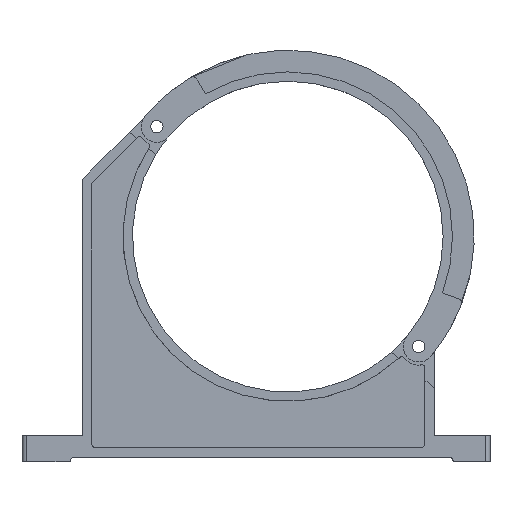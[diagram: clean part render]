
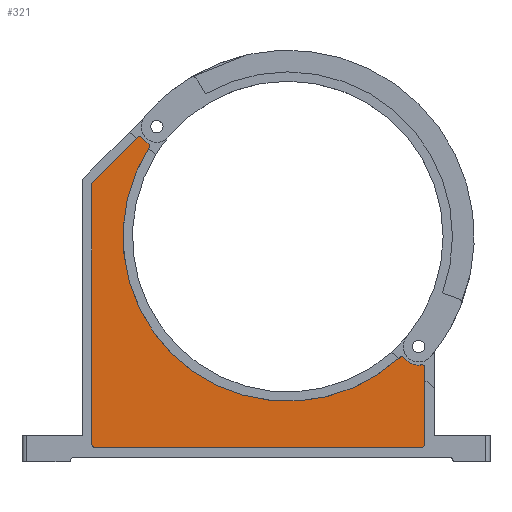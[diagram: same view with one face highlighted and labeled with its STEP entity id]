
A CAD part, top view. The second image highlights one B-rep face of the part: STEP entity #321.
In plain terms, the highlighted planar face has unit normal (0, 0, 1).
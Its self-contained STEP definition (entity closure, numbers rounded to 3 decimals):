
#321 = ADVANCED_FACE( '', ( #656 ), #657, .T. );
#656 = FACE_OUTER_BOUND( '', #990, .T. );
#657 = PLANE( '', #991 );
#990 = EDGE_LOOP( '', ( #1941, #1942, #1943, #1944, #1945, #1946, #1947, #1948, #1949, #1950, #1951, #1952, #1953, #1954 ) );
#991 = AXIS2_PLACEMENT_3D( '', #1955, #1956, #1957 );
#1941 = ORIENTED_EDGE( '', *, *, #2310, .T. );
#1942 = ORIENTED_EDGE( '', *, *, #2275, .T. );
#1943 = ORIENTED_EDGE( '', *, *, #2407, .T. );
#1944 = ORIENTED_EDGE( '', *, *, #2137, .T. );
#1945 = ORIENTED_EDGE( '', *, *, #2389, .T. );
#1946 = ORIENTED_EDGE( '', *, *, #2279, .T. );
#1947 = ORIENTED_EDGE( '', *, *, #2241, .T. );
#1948 = ORIENTED_EDGE( '', *, *, #2313, .F. );
#1949 = ORIENTED_EDGE( '', *, *, #2413, .T. );
#1950 = ORIENTED_EDGE( '', *, *, #2253, .F. );
#1951 = ORIENTED_EDGE( '', *, *, #2034, .T. );
#1952 = ORIENTED_EDGE( '', *, *, #2331, .F. );
#1953 = ORIENTED_EDGE( '', *, *, #2403, .T. );
#1954 = ORIENTED_EDGE( '', *, *, #2170, .T. );
#1955 = CARTESIAN_POINT( '', ( -218.95, 59.094, 5. ) );
#1956 = DIRECTION( '', ( 0., 0., 1. ) );
#1957 = DIRECTION( '', ( 1., 0., 0. ) );
#2034 = EDGE_CURVE( '', #2440, #2438, #2441, .T. );
#2137 = EDGE_CURVE( '', #2620, #2618, #2621, .T. );
#2170 = EDGE_CURVE( '', #2671, #2669, #2672, .T. );
#2241 = EDGE_CURVE( '', #2788, #2786, #2789, .T. );
#2253 = EDGE_CURVE( '', #2440, #2808, #2809, .T. );
#2275 = EDGE_CURVE( '', #2837, #2835, #2838, .T. );
#2279 = EDGE_CURVE( '', #2842, #2788, #2843, .T. );
#2310 = EDGE_CURVE( '', #2669, #2837, #2882, .T. );
#2313 = EDGE_CURVE( '', #2884, #2786, #2886, .T. );
#2331 = EDGE_CURVE( '', #2907, #2438, #2909, .T. );
#2389 = EDGE_CURVE( '', #2618, #2842, #2981, .T. );
#2403 = EDGE_CURVE( '', #2907, #2671, #2997, .T. );
#2407 = EDGE_CURVE( '', #2835, #2620, #3001, .T. );
#2413 = EDGE_CURVE( '', #2884, #2808, #3007, .T. );
#2438 = VERTEX_POINT( '', #3034 );
#2440 = VERTEX_POINT( '', #3037 );
#2441 = CIRCLE( '', #3038, 3.333 );
#2618 = VERTEX_POINT( '', #3270 );
#2620 = VERTEX_POINT( '', #3273 );
#2621 = LINE( '', #3274, #3275 );
#2669 = VERTEX_POINT( '', #3339 );
#2671 = VERTEX_POINT( '', #3342 );
#2672 = LINE( '', #3343, #3344 );
#2786 = VERTEX_POINT( '', #3491 );
#2788 = VERTEX_POINT( '', #3494 );
#2789 = CIRCLE( '', #3495, 3.333 );
#2808 = VERTEX_POINT( '', #3520 );
#2809 = CIRCLE( '', #3521, 188.15 );
#2835 = VERTEX_POINT( '', #3553 );
#2837 = VERTEX_POINT( '', #3556 );
#2838 = LINE( '', #3557, #3558 );
#2842 = VERTEX_POINT( '', #3564 );
#2843 = LINE( '', #3565, #3566 );
#2882 = CIRCLE( '', #3614, 5. );
#2884 = VERTEX_POINT( '', #3616 );
#2886 = CIRCLE( '', #3619, 21.3 );
#2907 = VERTEX_POINT( '', #3646 );
#2909 = CIRCLE( '', #3649, 21.3 );
#2981 = CIRCLE( '', #3741, 5. );
#2997 = CIRCLE( '', #3762, 3.333 );
#3001 = CIRCLE( '', #3766, 5. );
#3007 = CIRCLE( '', #3773, 3.333 );
#3034 = CARTESIAN_POINT( '', ( -159.443, 106.63, 5. ) );
#3037 = CARTESIAN_POINT( '', ( -158.185, 101.872, 5. ) );
#3038 = AXIS2_PLACEMENT_3D( '', #3797, #3798, #3799 );
#3270 = CARTESIAN_POINT( '', ( 151.67, -241.35, 5. ) );
#3273 = CARTESIAN_POINT( '', ( -218.95, -241.35, 5. ) );
#3274 = CARTESIAN_POINT( '', ( -218.95, -241.35, 5. ) );
#3275 = VECTOR( '', #3943, 1000. );
#3339 = CARTESIAN_POINT( '', ( -222.486, 62.63, 5. ) );
#3342 = CARTESIAN_POINT( '', ( -171.804, 113.311, 5. ) );
#3343 = CARTESIAN_POINT( '', ( -171.804, 113.311, 5. ) );
#3344 = VECTOR( '', #3988, 1000. );
#3491 = CARTESIAN_POINT( '', ( 152.827, -146.554, 5. ) );
#3494 = CARTESIAN_POINT( '', ( 156.67, -149.848, 5. ) );
#3495 = AXIS2_PLACEMENT_3D( '', #4098, #4099, #4100 );
#3520 = CARTESIAN_POINT( '', ( 127.793, -138.092, 5. ) );
#3521 = AXIS2_PLACEMENT_3D( '', #4116, #4117, #4118 );
#3553 = CARTESIAN_POINT( '', ( -223.95, -236.35, 5. ) );
#3556 = CARTESIAN_POINT( '', ( -223.95, 59.094, 5. ) );
#3557 = CARTESIAN_POINT( '', ( -223.95, 59.094, 5. ) );
#3558 = VECTOR( '', #4150, 1000. );
#3564 = CARTESIAN_POINT( '', ( 156.67, -236.35, 5. ) );
#3565 = CARTESIAN_POINT( '', ( 156.67, -236.35, 5. ) );
#3566 = VECTOR( '', #4153, 1000. );
#3614 = AXIS2_PLACEMENT_3D( '', #4202, #4203, #4204 );
#3616 = CARTESIAN_POINT( '', ( 132.697, -138.504, 5. ) );
#3619 = AXIS2_PLACEMENT_3D( '', #4206, #4207, #4208 );
#3646 = CARTESIAN_POINT( '', ( -166.757, 112.923, 5. ) );
#3649 = AXIS2_PLACEMENT_3D( '', #4225, #4226, #4227 );
#3741 = AXIS2_PLACEMENT_3D( '', #4296, #4297, #4298 );
#3762 = AXIS2_PLACEMENT_3D( '', #4310, #4311, #4312 );
#3766 = AXIS2_PLACEMENT_3D( '', #4313, #4314, #4315 );
#3773 = AXIS2_PLACEMENT_3D( '', #4323, #4324, #4325 );
#3797 = CARTESIAN_POINT( '', ( -160.988, 103.677, 5. ) );
#3798 = DIRECTION( '', ( 0., 0., 1. ) );
#3799 = DIRECTION( '', ( 1., 0., 0. ) );
#3943 = DIRECTION( '', ( 1., 0., 0. ) );
#3988 = DIRECTION( '', ( -0.707, -0.707, 0. ) );
#4098 = CARTESIAN_POINT( '', ( 153.337, -149.848, 5. ) );
#4099 = DIRECTION( '', ( 0., 0., 1. ) );
#4100 = DIRECTION( '', ( 1., 0., 0. ) );
#4116 = CARTESIAN_POINT( '', ( 0., 0., 5. ) );
#4117 = DIRECTION( '', ( 0., 0., 1. ) );
#4118 = DIRECTION( '', ( 1., 0., 0. ) );
#4150 = DIRECTION( '', ( 0., -1., 0. ) );
#4153 = DIRECTION( '', ( 0., 1., 0. ) );
#4202 = CARTESIAN_POINT( '', ( -218.95, 59.094, 5. ) );
#4203 = DIRECTION( '', ( 0., 0., 1. ) );
#4204 = DIRECTION( '', ( 1., 0., 0. ) );
#4206 = CARTESIAN_POINT( '', ( 149.57, -125.504, 5. ) );
#4207 = DIRECTION( '', ( 0., 0., 1. ) );
#4208 = DIRECTION( '', ( 1., 0., 0. ) );
#4225 = CARTESIAN_POINT( '', ( -149.57, 125.504, 5. ) );
#4226 = DIRECTION( '', ( 0., 0., 1. ) );
#4227 = DIRECTION( '', ( 1., 0., 0. ) );
#4296 = CARTESIAN_POINT( '', ( 151.67, -236.35, 5. ) );
#4297 = DIRECTION( '', ( 0., 0., 1. ) );
#4298 = DIRECTION( '', ( 1., 0., 0. ) );
#4310 = CARTESIAN_POINT( '', ( -169.447, 110.954, 5. ) );
#4311 = DIRECTION( '', ( 0., 0., 1. ) );
#4312 = DIRECTION( '', ( 1., 0., 0. ) );
#4313 = CARTESIAN_POINT( '', ( -218.95, -236.35, 5. ) );
#4314 = DIRECTION( '', ( 0., 0., 1. ) );
#4315 = DIRECTION( '', ( 1., 0., 0. ) );
#4323 = CARTESIAN_POINT( '', ( 130.057, -140.539, 5. ) );
#4324 = DIRECTION( '', ( 0., 0., 1. ) );
#4325 = DIRECTION( '', ( 1., 0., 0. ) );
